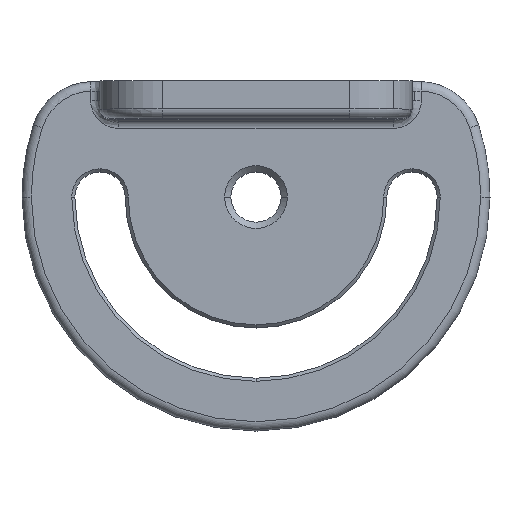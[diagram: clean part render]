
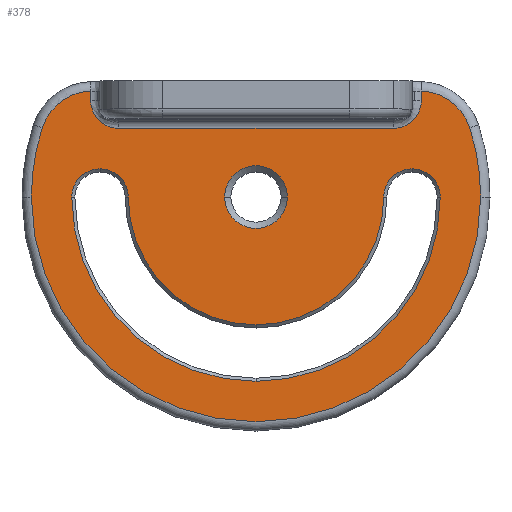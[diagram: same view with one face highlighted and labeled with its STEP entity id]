
A CAD part, top view. The second image highlights one B-rep face of the part: STEP entity #378.
In plain terms, the highlighted planar face has unit normal (0, 0, 1).
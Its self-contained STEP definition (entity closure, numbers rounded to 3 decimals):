
#378=ADVANCED_FACE('',(#809,#810,#811),#812,.T.);
#809=FACE_OUTER_BOUND('',#1713,.T.);
#810=FACE_BOUND('',#1714,.T.);
#811=FACE_BOUND('',#1715,.T.);
#812=PLANE('',#1716);
#1713=EDGE_LOOP('',(#2872,#2873,#2874,#2875,#2876,#2877,#2878,#2879,#2880,#2881));
#1714=EDGE_LOOP('',(#2882,#2883));
#1715=EDGE_LOOP('',(#2884,#2885,#2886,#2887,#2888,#2889,#2890,#2891));
#1716=AXIS2_PLACEMENT_3D('',#2892,#2893,#2894);
#2872=ORIENTED_EDGE('',*,*,#3565,.F.);
#2873=ORIENTED_EDGE('',*,*,#3575,.F.);
#2874=ORIENTED_EDGE('',*,*,#3691,.F.);
#2875=ORIENTED_EDGE('',*,*,#3692,.F.);
#2876=ORIENTED_EDGE('',*,*,#3644,.F.);
#2877=ORIENTED_EDGE('',*,*,#3693,.F.);
#2878=ORIENTED_EDGE('',*,*,#3694,.F.);
#2879=ORIENTED_EDGE('',*,*,#3544,.F.);
#2880=ORIENTED_EDGE('',*,*,#3304,.F.);
#2881=ORIENTED_EDGE('',*,*,#3695,.F.);
#2882=ORIENTED_EDGE('',*,*,#3275,.F.);
#2883=ORIENTED_EDGE('',*,*,#3696,.F.);
#2884=ORIENTED_EDGE('',*,*,#3464,.F.);
#2885=ORIENTED_EDGE('',*,*,#3322,.F.);
#2886=ORIENTED_EDGE('',*,*,#3569,.F.);
#2887=ORIENTED_EDGE('',*,*,#3688,.F.);
#2888=ORIENTED_EDGE('',*,*,#3656,.F.);
#2889=ORIENTED_EDGE('',*,*,#3697,.F.);
#2890=ORIENTED_EDGE('',*,*,#3670,.F.);
#2891=ORIENTED_EDGE('',*,*,#3439,.F.);
#2892=CARTESIAN_POINT('',(310.0,520.0,24.0));
#2893=DIRECTION('',(0.0,0.0,1.0));
#2894=DIRECTION('',(1.0,0.0,0.0));
#3275=EDGE_CURVE('',#3798,#3794,#3800,.T.);
#3304=EDGE_CURVE('',#3848,#3850,#3851,.T.);
#3322=EDGE_CURVE('',#3879,#3881,#3882,.T.);
#3439=EDGE_CURVE('',#4073,#4075,#4076,.T.);
#3464=EDGE_CURVE('',#3881,#4073,#4116,.T.);
#3544=EDGE_CURVE('',#3850,#4225,#4226,.T.);
#3565=EDGE_CURVE('',#4045,#4253,#4254,.T.);
#3569=EDGE_CURVE('',#4257,#3879,#4259,.T.);
#3575=EDGE_CURVE('',#4264,#4045,#4266,.T.);
#3644=EDGE_CURVE('',#4352,#4348,#4354,.T.);
#3656=EDGE_CURVE('',#4370,#4366,#4372,.T.);
#3670=EDGE_CURVE('',#4075,#4386,#4389,.T.);
#3688=EDGE_CURVE('',#4366,#4257,#4407,.T.);
#3691=EDGE_CURVE('',#4410,#4264,#4411,.T.);
#3692=EDGE_CURVE('',#4348,#4410,#4412,.T.);
#3693=EDGE_CURVE('',#4010,#4352,#4413,.T.);
#3694=EDGE_CURVE('',#4225,#4010,#4414,.T.);
#3695=EDGE_CURVE('',#4253,#3848,#4415,.T.);
#3696=EDGE_CURVE('',#3794,#3798,#4416,.T.);
#3697=EDGE_CURVE('',#4386,#4370,#4417,.T.);
#3794=VERTEX_POINT('',#4530);
#3798=VERTEX_POINT('',#4535);
#3800=CIRCLE('',#4538,10.05);
#3848=VERTEX_POINT('',#4597);
#3850=VERTEX_POINT('',#4599);
#3851=LINE('',#4600,#4601);
#3879=VERTEX_POINT('',#4642);
#3881=VERTEX_POINT('',#4645);
#3882=CIRCLE('',#4646,59.05);
#4010=VERTEX_POINT('',#4821);
#4045=VERTEX_POINT('',#4891);
#4073=VERTEX_POINT('',#4942);
#4075=VERTEX_POINT('',#4945);
#4076=CIRCLE('',#4946,9.05);
#4116=CIRCLE('',#4995,9.05);
#4225=VERTEX_POINT('',#5125);
#4226=CIRCLE('',#5126,9.0);
#4253=VERTEX_POINT('',#5158);
#4254=LINE('',#5159,#5160);
#4257=VERTEX_POINT('',#5163);
#4259=CIRCLE('',#5166,59.05);
#4264=VERTEX_POINT('',#5171);
#4266=CIRCLE('',#5173,17.0);
#4348=VERTEX_POINT('',#5279);
#4352=VERTEX_POINT('',#5283);
#4354=CIRCLE('',#5285,72.0);
#4366=VERTEX_POINT('',#5299);
#4370=VERTEX_POINT('',#5304);
#4372=CIRCLE('',#5307,9.05);
#4386=VERTEX_POINT('',#5322);
#4389=CIRCLE('',#5326,40.95);
#4407=CIRCLE('',#5350,9.05);
#4410=VERTEX_POINT('',#5353);
#4411=CIRCLE('',#5354,72.0);
#4412=CIRCLE('',#5355,72.0);
#4413=CIRCLE('',#5356,17.0);
#4414=LINE('',#5357,#5358);
#4415=CIRCLE('',#5359,9.0);
#4416=CIRCLE('',#5360,10.05);
#4417=CIRCLE('',#5361,40.95);
#4530=CARTESIAN_POINT('',(299.95,520.0,24.0));
#4535=CARTESIAN_POINT('',(320.05,520.0,24.0));
#4538=AXIS2_PLACEMENT_3D('',#5470,#5471,#5472);
#4597=CARTESIAN_POINT('',(266.0,542.0,24.0));
#4599=CARTESIAN_POINT('',(354.0,542.0,24.0));
#4600=CARTESIAN_POINT('',(335.0,542.0,24.0));
#4601=VECTOR('',#5517,1.0);
#4642=CARTESIAN_POINT('',(310.0,460.95,24.0));
#4645=CARTESIAN_POINT('',(369.05,520.0,24.0));
#4646=AXIS2_PLACEMENT_3D('',#5536,#5537,#5538);
#4821=CARTESIAN_POINT('',(363.0,553.986,24.0));
#4891=CARTESIAN_POINT('',(257.0,553.986,24.0));
#4942=CARTESIAN_POINT('',(360.0,529.05,24.0));
#4945=CARTESIAN_POINT('',(350.95,520.0,24.0));
#4946=AXIS2_PLACEMENT_3D('',#5715,#5716,#5717);
#4995=AXIS2_PLACEMENT_3D('',#5757,#5758,#5759);
#5125=CARTESIAN_POINT('',(363.0,551.0,24.0));
#5126=AXIS2_PLACEMENT_3D('',#5898,#5899,#5900);
#5158=CARTESIAN_POINT('',(257.0,551.0,24.0));
#5159=CARTESIAN_POINT('',(257.0,532.5,24.0));
#5160=VECTOR('',#5936,1.0);
#5163=CARTESIAN_POINT('',(250.95,520.0,24.0));
#5166=AXIS2_PLACEMENT_3D('',#5941,#5942,#5943);
#5171=CARTESIAN_POINT('',(241.526,542.255,24.0));
#5173=AXIS2_PLACEMENT_3D('',#5953,#5954,#5955);
#5279=CARTESIAN_POINT('',(382.0,520.0,24.0));
#5283=CARTESIAN_POINT('',(378.474,542.255,24.0));
#5285=AXIS2_PLACEMENT_3D('',#6068,#6069,#6070);
#5299=CARTESIAN_POINT('',(260.0,529.05,24.0));
#5304=CARTESIAN_POINT('',(269.05,520.0,24.0));
#5307=AXIS2_PLACEMENT_3D('',#6087,#6088,#6089);
#5322=CARTESIAN_POINT('',(310.0,479.05,24.0));
#5326=AXIS2_PLACEMENT_3D('',#6107,#6108,#6109);
#5350=AXIS2_PLACEMENT_3D('',#6125,#6126,#6127);
#5353=CARTESIAN_POINT('',(238.0,520.0,24.0));
#5354=AXIS2_PLACEMENT_3D('',#6131,#6132,#6133);
#5355=AXIS2_PLACEMENT_3D('',#6134,#6135,#6136);
#5356=AXIS2_PLACEMENT_3D('',#6137,#6138,#6139);
#5357=CARTESIAN_POINT('',(363.0,532.5,24.0));
#5358=VECTOR('',#6140,1.0);
#5359=AXIS2_PLACEMENT_3D('',#6141,#6142,#6143);
#5360=AXIS2_PLACEMENT_3D('',#6144,#6145,#6146);
#5361=AXIS2_PLACEMENT_3D('',#6147,#6148,#6149);
#5470=CARTESIAN_POINT('',(310.0,520.0,24.0));
#5471=DIRECTION('',(0.0,0.0,1.0));
#5472=DIRECTION('',(-1.0,0.0,0.0));
#5517=DIRECTION('',(1.0,0.,0.0));
#5536=CARTESIAN_POINT('',(310.0,520.0,24.0));
#5537=DIRECTION('',(0.0,0.0,1.0));
#5538=DIRECTION('',(0.,-1.0,0.0));
#5715=CARTESIAN_POINT('',(360.0,520.0,24.0));
#5716=DIRECTION('',(0.0,-0.0,1.0));
#5717=DIRECTION('',(0.0,1.0,0.0));
#5757=CARTESIAN_POINT('',(360.0,520.0,24.0));
#5758=DIRECTION('',(0.0,-0.0,1.0));
#5759=DIRECTION('',(0.0,1.0,0.0));
#5898=CARTESIAN_POINT('',(354.0,551.0,24.0));
#5899=DIRECTION('',(0.0,0.0,1.0));
#5900=DIRECTION('',(0.707,-0.707,0.0));
#5936=DIRECTION('',(0.,-1.0,0.0));
#5941=CARTESIAN_POINT('',(310.0,520.0,24.0));
#5942=DIRECTION('',(0.0,0.0,1.0));
#5943=DIRECTION('',(0.,-1.0,0.0));
#5953=CARTESIAN_POINT('',(257.693,537.0,24.0));
#5954=DIRECTION('',(-0.0,0.0,-1.0));
#5955=DIRECTION('',(-0.588,0.809,0.0));
#6068=CARTESIAN_POINT('',(310.0,520.0,24.0));
#6069=DIRECTION('',(0.0,-0.0,-1.0));
#6070=DIRECTION('',(0.,-1.0,0.0));
#6087=CARTESIAN_POINT('',(260.0,520.0,24.0));
#6088=DIRECTION('',(0.0,-0.0,1.0));
#6089=DIRECTION('',(0.0,1.0,0.0));
#6107=CARTESIAN_POINT('',(310.0,520.0,24.0));
#6108=DIRECTION('',(-0.0,0.0,-1.0));
#6109=DIRECTION('',(0.,-1.0,0.0));
#6125=CARTESIAN_POINT('',(260.0,520.0,24.0));
#6126=DIRECTION('',(0.0,-0.0,1.0));
#6127=DIRECTION('',(0.0,1.0,0.0));
#6131=CARTESIAN_POINT('',(310.0,520.0,24.0));
#6132=DIRECTION('',(0.0,-0.0,-1.0));
#6133=DIRECTION('',(0.,-1.0,0.0));
#6134=CARTESIAN_POINT('',(310.0,520.0,24.0));
#6135=DIRECTION('',(0.0,-0.0,-1.0));
#6136=DIRECTION('',(0.,-1.0,0.0));
#6137=CARTESIAN_POINT('',(362.307,537.0,24.0));
#6138=DIRECTION('',(0.0,0.0,-1.0));
#6139=DIRECTION('',(0.588,0.809,0.0));
#6140=DIRECTION('',(0.,1.0,0.0));
#6141=CARTESIAN_POINT('',(266.0,551.0,24.0));
#6142=DIRECTION('',(0.0,0.0,1.0));
#6143=DIRECTION('',(-0.707,-0.707,0.0));
#6144=CARTESIAN_POINT('',(310.0,520.0,24.0));
#6145=DIRECTION('',(0.0,0.0,1.0));
#6146=DIRECTION('',(-1.0,0.0,0.0));
#6147=CARTESIAN_POINT('',(310.0,520.0,24.0));
#6148=DIRECTION('',(-0.0,0.0,-1.0));
#6149=DIRECTION('',(0.,-1.0,0.0));
